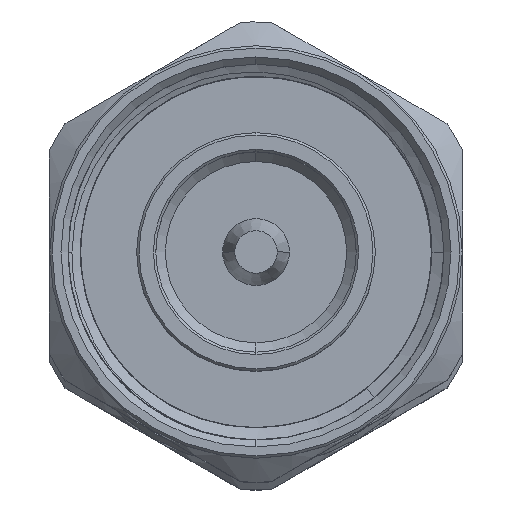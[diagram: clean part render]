
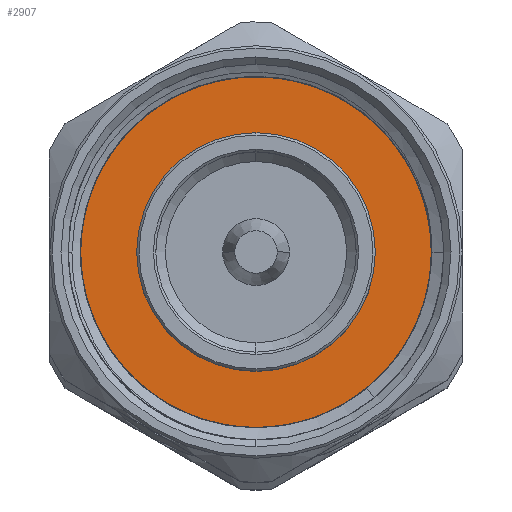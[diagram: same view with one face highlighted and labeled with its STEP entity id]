
A CAD part, top view. The second image highlights one B-rep face of the part: STEP entity #2907.
In plain terms, the highlighted face is planar.
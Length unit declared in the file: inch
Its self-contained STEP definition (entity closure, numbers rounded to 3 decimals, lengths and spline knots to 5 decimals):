
#32 = CIRCLE ( 'NONE', #1230, 0.24999 ) ;
#196 = CARTESIAN_POINT ( 'NONE',  ( 0.3317, 0.29945, -0.22719 ) ) ;
#220 = CARTESIAN_POINT ( 'NONE',  ( 0.3317, 0.31944, -0.19606 ) ) ;
#237 = CARTESIAN_POINT ( 'NONE',  ( 0.3317, 0., 0. ) ) ;
#240 = PLANE ( 'NONE',  #3452 ) ;
#250 = CARTESIAN_POINT ( 'NONE',  ( 0.3317, 0.32839, -0.17951 ) ) ;
#275 = CARTESIAN_POINT ( 'NONE',  ( 0.3317, 0., 0. ) ) ;
#280 = ORIENTED_EDGE ( 'NONE', *, *, #4534, .F. ) ;
#622 = CARTESIAN_POINT ( 'NONE',  ( 0.3317, 0.36341, -0.07443 ) ) ;
#638 = LINE ( 'NONE', #2079, #4670 ) ;
#671 = FACE_OUTER_BOUND ( 'NONE', #2335, .T. ) ;
#680 = CARTESIAN_POINT ( 'NONE',  ( 0.3317, 0.26397, -0.26976 ) ) ;
#708 = CARTESIAN_POINT ( 'NONE',  ( 0.3317, 0.15955, -0.34614 ) ) ;
#738 = CARTESIAN_POINT ( 'NONE',  ( 0.3317, -0.24435, -0.30799 ) ) ;
#786 = DIRECTION ( 'NONE',  ( 0., -1., 0. ) ) ;
#1122 = CARTESIAN_POINT ( 'NONE',  ( 0.3317, 0.36833, 0. ) ) ;
#1230 = AXIS2_PLACEMENT_3D ( 'NONE', #275, #4325, #5635 ) ;
#1537 = CARTESIAN_POINT ( 'NONE',  ( 0.3317, -0.00149, -0.38553 ) ) ;
#1552 = CIRCLE ( 'NONE', #5547, 0.24999 ) ;
#1566 = CARTESIAN_POINT ( 'NONE',  ( 0.3317, -0.05683, -0.38319 ) ) ;
#1594 = CARTESIAN_POINT ( 'NONE',  ( 0.3317, -0.11165, -0.37259 ) ) ;
#1666 = FACE_BOUND ( 'NONE', #2579, .T. ) ;
#1676 = DIRECTION ( 'NONE',  ( 0., -1., 0. ) ) ;
#1689 = VERTEX_POINT ( 'NONE', #4139 ) ;
#1970 = CARTESIAN_POINT ( 'NONE',  ( 0.3317, 0.20734, -0.31787 ) ) ;
#2001 = CARTESIAN_POINT ( 'NONE',  ( 0.3317, 0.25057, -0.28294 ) ) ;
#2029 = CARTESIAN_POINT ( 'NONE',  ( 0.3317, 0.10823, -0.36857 ) ) ;
#2037 = B_SPLINE_CURVE_WITH_KNOTS ( 'NONE', 3,
 ( #2468, #4620, #3344, #622, #2852, #3806, #2883, #250, #220, #196, #4212, #680, #2001, #3313, #1970, #3748, #708, #2029, #5082, #5109, #5525, #1537, #4733, #3780, #1566, #5582, #1594, #3377, #2497, #2060, #5611, #738, #3403, #2525 ),
 .UNSPECIFIED., .F., .F.,
 ( 4, 2, 2, 2, 2, 2, 2, 2, 2, 2, 2, 2, 2, 2, 2, 2, 4 ),
 ( 0., 0.00142, 0.00284, 0.00426, 0.00568, 0.0071, 0.00853, 0.00995, 0.01137, 0.01421, 0.01492, 0.01563, 0.01705, 0.01847, 0.01989, 0.02131, 0.02273 ),
 .UNSPECIFIED. ) ;
#2058 = DIRECTION ( 'NONE',  ( -1., 0., 0. ) ) ;
#2060 = CARTESIAN_POINT ( 'NONE',  ( 0.3317, -0.19728, -0.33825 ) ) ;
#2074 = CIRCLE ( 'NONE', #3005, 0.3937 ) ;
#2079 = CARTESIAN_POINT ( 'NONE',  ( 0.3317, 0., 0. ) ) ;
#2081 = AXIS2_PLACEMENT_3D ( 'NONE', #5164, #2058, #1676 ) ;
#2112 = VERTEX_POINT ( 'NONE', #3644 ) ;
#2335 = EDGE_LOOP ( 'NONE', ( #2962, #4866, #2764, #4680 ) ) ;
#2401 = EDGE_CURVE ( 'NONE', #3353, #4953, #2037, .T. ) ;
#2468 = CARTESIAN_POINT ( 'NONE',  ( 0.3317, 0.36833, 0. ) ) ;
#2497 = CARTESIAN_POINT ( 'NONE',  ( 0.3317, -0.16408, -0.3544 ) ) ;
#2514 = DIRECTION ( 'NONE',  ( -1., 0., 0. ) ) ;
#2525 = CARTESIAN_POINT ( 'NONE',  ( 0.3317, -0.27282, -0.28385 ) ) ;
#2566 = DIRECTION ( 'NONE',  ( 0., -1., 0. ) ) ;
#2579 = EDGE_LOOP ( 'NONE', ( #280, #4569 ) ) ;
#2725 = CARTESIAN_POINT ( 'NONE',  ( 0.3317, 0.3937, 0. ) ) ;
#2764 = ORIENTED_EDGE ( 'NONE', *, *, #4838, .T. ) ;
#2852 = CARTESIAN_POINT ( 'NONE',  ( 0.3317, 0.35974, -0.0927 ) ) ;
#2883 = CARTESIAN_POINT ( 'NONE',  ( 0.3317, 0.34356, -0.14563 ) ) ;
#2907 = ADVANCED_FACE ( 'NONE', ( #1666, #671 ), #240, .T. ) ;
#2962 = ORIENTED_EDGE ( 'NONE', *, *, #4930, .T. ) ;
#3005 = AXIS2_PLACEMENT_3D ( 'NONE', #237, #4665, #4286 ) ;
#3023 = CARTESIAN_POINT ( 'NONE',  ( 0.3317, -0.3937, 0. ) ) ;
#3313 = CARTESIAN_POINT ( 'NONE',  ( 0.3317, 0.22225, -0.30698 ) ) ;
#3344 = CARTESIAN_POINT ( 'NONE',  ( 0.3317, 0.36797, -0.03733 ) ) ;
#3353 = VERTEX_POINT ( 'NONE', #1122 ) ;
#3377 = CARTESIAN_POINT ( 'NONE',  ( 0.3317, -0.14696, -0.36127 ) ) ;
#3403 = CARTESIAN_POINT ( 'NONE',  ( 0.3317, -0.259, -0.29645 ) ) ;
#3452 = AXIS2_PLACEMENT_3D ( 'NONE', #5570, #2514, #2566 ) ;
#3526 = VERTEX_POINT ( 'NONE', #2725 ) ;
#3644 = CARTESIAN_POINT ( 'NONE',  ( 0.3317, 0.24999, 0. ) ) ;
#3745 = CIRCLE ( 'NONE', #2081, 0.3937 ) ;
#3748 = CARTESIAN_POINT ( 'NONE',  ( 0.3317, 0.17602, -0.33744 ) ) ;
#3780 = CARTESIAN_POINT ( 'NONE',  ( 0.3317, -0.03846, -0.38495 ) ) ;
#3806 = CARTESIAN_POINT ( 'NONE',  ( 0.3317, 0.34982, -0.12826 ) ) ;
#3917 = DIRECTION ( 'NONE',  ( -1., 0., 0. ) ) ;
#4139 = CARTESIAN_POINT ( 'NONE',  ( 0.3317, -0.24999, 0. ) ) ;
#4169 = CARTESIAN_POINT ( 'NONE',  ( 0.3317, -0.27282, -0.28385 ) ) ;
#4212 = CARTESIAN_POINT ( 'NONE',  ( 0.3317, 0.28835, -0.24193 ) ) ;
#4286 = DIRECTION ( 'NONE',  ( 0., -1., 0. ) ) ;
#4325 = DIRECTION ( 'NONE',  ( -1., 0., 0. ) ) ;
#4534 = EDGE_CURVE ( 'NONE', #1689, #2112, #1552, .T. ) ;
#4569 = ORIENTED_EDGE ( 'NONE', *, *, #5354, .F. ) ;
#4607 = DIRECTION ( 'NONE',  ( 0., -1., 0. ) ) ;
#4620 = CARTESIAN_POINT ( 'NONE',  ( 0.3317, 0.36886, -0.01871 ) ) ;
#4665 = DIRECTION ( 'NONE',  ( -1., 0., 0. ) ) ;
#4670 = VECTOR ( 'NONE', #4607, 39.37008 ) ;
#4680 = ORIENTED_EDGE ( 'NONE', *, *, #2401, .T. ) ;
#4733 = CARTESIAN_POINT ( 'NONE',  ( 0.3317, -0.01075, -0.38563 ) ) ;
#4838 = EDGE_CURVE ( 'NONE', #3526, #3353, #638, .T. ) ;
#4866 = ORIENTED_EDGE ( 'NONE', *, *, #5315, .T. ) ;
#4930 = EDGE_CURVE ( 'NONE', #4953, #5381, #2074, .T. ) ;
#4953 = VERTEX_POINT ( 'NONE', #4169 ) ;
#5082 = CARTESIAN_POINT ( 'NONE',  ( 0.3317, 0.07264, -0.37827 ) ) ;
#5109 = CARTESIAN_POINT ( 'NONE',  ( 0.3317, 0.02643, -0.38387 ) ) ;
#5164 = CARTESIAN_POINT ( 'NONE',  ( 0.3317, 0., 0. ) ) ;
#5315 = EDGE_CURVE ( 'NONE', #5381, #3526, #3745, .T. ) ;
#5354 = EDGE_CURVE ( 'NONE', #2112, #1689, #32, .T. ) ;
#5381 = VERTEX_POINT ( 'NONE', #3023 ) ;
#5525 = CARTESIAN_POINT ( 'NONE',  ( 0.3317, 0.01709, -0.38465 ) ) ;
#5547 = AXIS2_PLACEMENT_3D ( 'NONE', #5660, #3917, #786 ) ;
#5570 = CARTESIAN_POINT ( 'NONE',  ( 0.3317, 0., 0. ) ) ;
#5582 = CARTESIAN_POINT ( 'NONE',  ( 0.3317, -0.09337, -0.37703 ) ) ;
#5611 = CARTESIAN_POINT ( 'NONE',  ( 0.3317, -0.21342, -0.32895 ) ) ;
#5635 = DIRECTION ( 'NONE',  ( 0., -1., 0. ) ) ;
#5660 = CARTESIAN_POINT ( 'NONE',  ( 0.3317, 0., 0. ) ) ;
